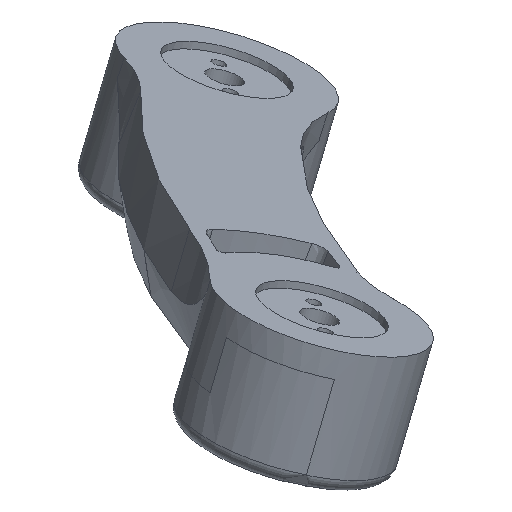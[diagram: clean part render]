
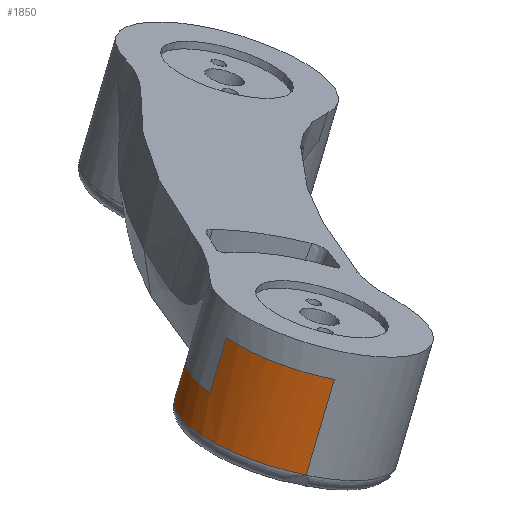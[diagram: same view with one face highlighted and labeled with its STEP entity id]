
A CAD part, isometric view. The second image highlights one B-rep face of the part: STEP entity #1850.
In plain terms, the highlighted cylindrical face has radius 21 mm (diameter 42 mm), a partial arc.
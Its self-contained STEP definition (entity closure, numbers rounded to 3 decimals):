
#76=CIRCLE('',#1959,21.);
#77=CIRCLE('',#1960,21.);
#78=CIRCLE('',#1961,21.);
#162=LINE('',#5751,#221);
#163=LINE('',#5802,#222);
#221=VECTOR('',#2176,10.);
#222=VECTOR('',#2181,10.);
#264=CYLINDRICAL_SURFACE('',#1958,21.);
#343=FACE_OUTER_BOUND('',#446,.T.);
#446=EDGE_LOOP('',(#1558,#1559,#1560,#1561,#1562,#1563));
#640=B_SPLINE_CURVE_WITH_KNOTS('',3,(#5806,#5807,#5808,#5809,#5810,#5811,
#5812,#5813),.UNSPECIFIED.,.F.,.F.,(4,2,2,4),(0.621,1.135,
1.951,2.52),.UNSPECIFIED.);
#806=VERTEX_POINT('',#5748);
#807=VERTEX_POINT('',#5750);
#810=VERTEX_POINT('',#5799);
#811=VERTEX_POINT('',#5801);
#812=VERTEX_POINT('',#5803);
#813=VERTEX_POINT('',#5805);
#1078=EDGE_CURVE('',#806,#807,#162,.T.);
#1082=EDGE_CURVE('',#810,#806,#76,.T.);
#1083=EDGE_CURVE('',#810,#811,#163,.T.);
#1084=EDGE_CURVE('',#812,#811,#77,.F.);
#1085=EDGE_CURVE('',#813,#812,#640,.F.);
#1086=EDGE_CURVE('',#807,#813,#78,.T.);
#1558=ORIENTED_EDGE('',*,*,#1078,.F.);
#1559=ORIENTED_EDGE('',*,*,#1082,.F.);
#1560=ORIENTED_EDGE('',*,*,#1083,.T.);
#1561=ORIENTED_EDGE('',*,*,#1084,.F.);
#1562=ORIENTED_EDGE('',*,*,#1085,.F.);
#1563=ORIENTED_EDGE('',*,*,#1086,.F.);
#1850=ADVANCED_FACE('',(#343),#264,.T.);
#1958=AXIS2_PLACEMENT_3D('',#5798,#2177,#2178);
#1959=AXIS2_PLACEMENT_3D('',#5800,#2179,#2180);
#1960=AXIS2_PLACEMENT_3D('',#5804,#2182,#2183);
#1961=AXIS2_PLACEMENT_3D('',#5814,#2184,#2185);
#2176=DIRECTION('',(-0.379,0.,-0.925));
#2177=DIRECTION('center_axis',(-0.379,0.,
-0.925));
#2178=DIRECTION('ref_axis',(-0.834,0.433,0.342));
#2179=DIRECTION('center_axis',(0.379,0.,
0.925));
#2180=DIRECTION('ref_axis',(-0.119,-0.992,0.049));
#2181=DIRECTION('',(-0.379,0.,-0.925));
#2182=DIRECTION('center_axis',(-0.379,0.,
-0.925));
#2183=DIRECTION('ref_axis',(-0.119,-0.992,0.049));
#2184=DIRECTION('center_axis',(-0.379,0.,
-0.925));
#2185=DIRECTION('ref_axis',(-0.832,0.438,0.341));
#5748=CARTESIAN_POINT('',(13.595,146.526,96.264));
#5750=CARTESIAN_POINT('',(6.389,146.526,78.684));
#5751=CARTESIAN_POINT('',(5.82,146.526,77.296));
#5798=CARTESIAN_POINT('Origin',(25.183,163.384,91.514));
#5799=CARTESIAN_POINT('',(5.971,166.528,99.389));
#5800=CARTESIAN_POINT('Origin',(25.183,163.384,91.514));
#5801=CARTESIAN_POINT('',(1.799,166.528,89.211));
#5802=CARTESIAN_POINT('',(5.971,166.528,99.389));
#5803=CARTESIAN_POINT('',(10.642,181.144,85.586));
#5804=CARTESIAN_POINT('Origin',(21.01,163.384,81.336));
#5805=CARTESIAN_POINT('',(22.902,183.697,71.914));
#5806=CARTESIAN_POINT('Ctrl Pts',(10.642,181.144,85.586));
#5807=CARTESIAN_POINT('Ctrl Pts',(11.723,182.013,84.589));
#5808=CARTESIAN_POINT('Ctrl Pts',(12.845,182.708,83.49));
#5809=CARTESIAN_POINT('Ctrl Pts',(15.791,184.051,80.453));
#5810=CARTESIAN_POINT('Ctrl Pts',(17.616,184.424,78.425));
#5811=CARTESIAN_POINT('Ctrl Pts',(20.593,184.35,74.877));
#5812=CARTESIAN_POINT('Ctrl Pts',(21.779,184.117,73.393));
#5813=CARTESIAN_POINT('Ctrl Pts',(22.902,183.697,71.914));
#5814=CARTESIAN_POINT('Origin',(17.976,163.384,73.934));
